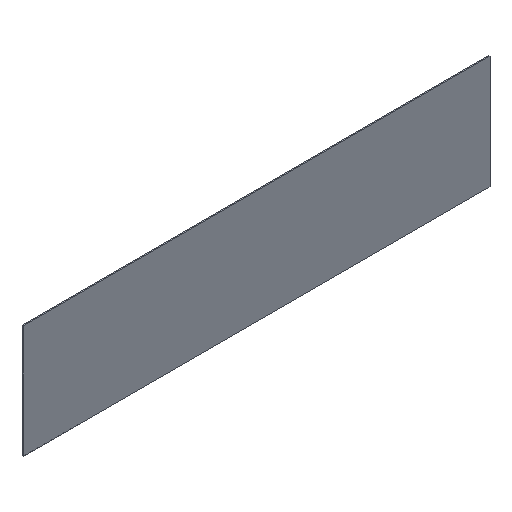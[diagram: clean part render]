
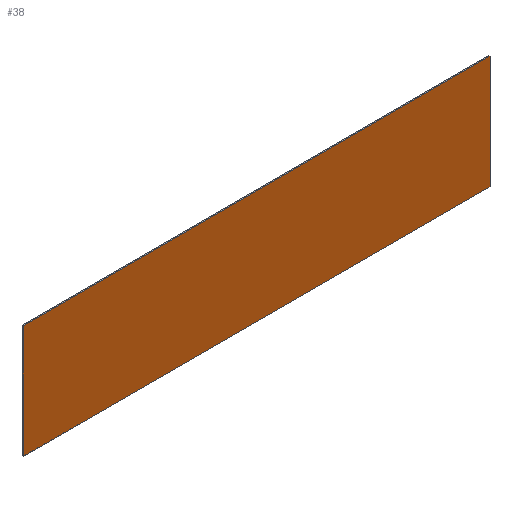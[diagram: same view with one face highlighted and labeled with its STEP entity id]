
A CAD part, isometric view. The second image highlights one B-rep face of the part: STEP entity #38.
In plain terms, the highlighted planar face has unit normal (0, -1, 0).
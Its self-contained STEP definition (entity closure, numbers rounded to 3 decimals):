
#38=ADVANCED_FACE('',(#71),#72,.T.);
#71=FACE_OUTER_BOUND('',#96,.T.);
#72=PLANE('',#97);
#96=EDGE_LOOP('',(#135,#136,#137,#138));
#97=AXIS2_PLACEMENT_3D('',#139,#140,#141);
#135=ORIENTED_EDGE('',*,*,#166,.F.);
#136=ORIENTED_EDGE('',*,*,#162,.F.);
#137=ORIENTED_EDGE('',*,*,#154,.F.);
#138=ORIENTED_EDGE('',*,*,#158,.F.);
#139=CARTESIAN_POINT('',(97.5,170.0,620.0));
#140=DIRECTION('',(0.0,-1.0,0.0));
#141=DIRECTION('',(-1.0,0.0,0.0));
#154=EDGE_CURVE('',#174,#169,#176,.T.);
#158=EDGE_CURVE('',#180,#174,#182,.T.);
#162=EDGE_CURVE('',#169,#184,#188,.T.);
#166=EDGE_CURVE('',#184,#180,#192,.T.);
#169=VERTEX_POINT('',#195);
#174=VERTEX_POINT('',#202);
#176=LINE('',#205,#206);
#180=VERTEX_POINT('',#211);
#182=LINE('',#214,#215);
#184=VERTEX_POINT('',#217);
#188=LINE('',#223,#224);
#192=LINE('',#229,#230);
#195=CARTESIAN_POINT('',(-500.5,170.0,765.0));
#202=CARTESIAN_POINT('',(-500.5,170.0,475.0));
#205=CARTESIAN_POINT('',(-500.5,170.0,620.0));
#206=VECTOR('',#235,1.0);
#211=CARTESIAN_POINT('',(695.5,170.0,475.0));
#214=CARTESIAN_POINT('',(97.5,170.0,475.0));
#215=VECTOR('',#238,1.0);
#217=CARTESIAN_POINT('',(695.5,170.0,765.0));
#223=CARTESIAN_POINT('',(97.5,170.0,765.0));
#224=VECTOR('',#241,1.0);
#229=CARTESIAN_POINT('',(695.5,170.0,620.0));
#230=VECTOR('',#243,1.0);
#235=DIRECTION('',(0.0,0.0,1.0));
#238=DIRECTION('',(-1.0,0.0,0.0));
#241=DIRECTION('',(1.0,0.0,0.0));
#243=DIRECTION('',(0.0,0.0,-1.0));
